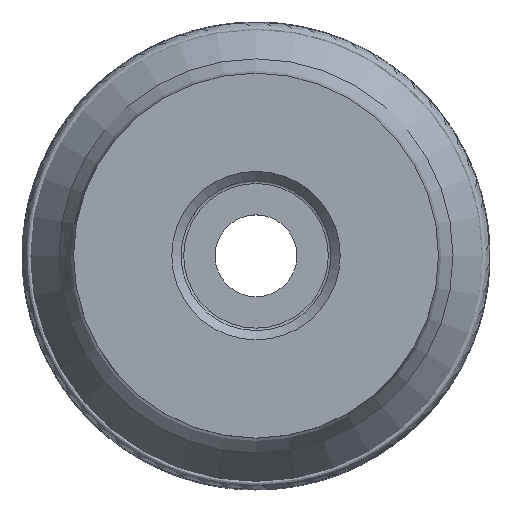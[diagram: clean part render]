
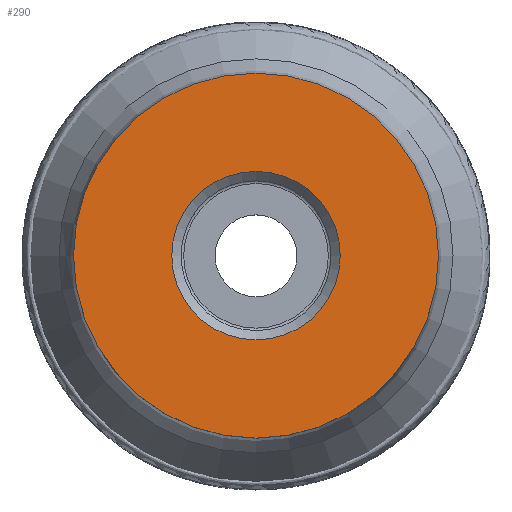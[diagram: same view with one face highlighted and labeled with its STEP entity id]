
A CAD part, top view. The second image highlights one B-rep face of the part: STEP entity #290.
In plain terms, the highlighted planar face has unit normal (0, 0, 1).
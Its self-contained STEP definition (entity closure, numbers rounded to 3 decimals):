
#94=PLANE('',#551);
#154=EDGE_LOOP('',(#202));
#155=EDGE_LOOP('',(#203));
#202=ORIENTED_EDGE('',*,*,#205,.F.);
#203=ORIENTED_EDGE('',*,*,#217,.T.);
#205=EDGE_CURVE('',#344,#344,#229,.T.);
#217=EDGE_CURVE('',#356,#356,#241,.T.);
#229=CIRCLE('',#505,39.);
#241=CIRCLE('',#529,18.006);
#290=ADVANCED_FACE('',(#339,#340),#94,.T.);
#339=FACE_BOUND('',#154,.T.);
#340=FACE_BOUND('',#155,.T.);
#344=VERTEX_POINT('',#15697);
#356=VERTEX_POINT('',#15733);
#505=AXIS2_PLACEMENT_3D('',#15696,#583,#584);
#529=AXIS2_PLACEMENT_3D('',#15732,#631,#632);
#551=AXIS2_PLACEMENT_3D('',#15765,#675,#676);
#583=DIRECTION('',(0.,0.,-1.));
#584=DIRECTION('',(1.,0.,0.));
#631=DIRECTION('',(0.,0.,-1.));
#632=DIRECTION('',(0.,-1.,0.));
#675=DIRECTION('',(0.,0.,1.));
#676=DIRECTION('',(1.,0.,0.));
#15696=CARTESIAN_POINT('',(0.,0.,0.));
#15697=CARTESIAN_POINT('',(39.,0.,0.));
#15732=CARTESIAN_POINT('',(0.,0.,0.));
#15733=CARTESIAN_POINT('',(0.,-18.006,0.));
#15765=CARTESIAN_POINT('',(0.,39.,0.));
